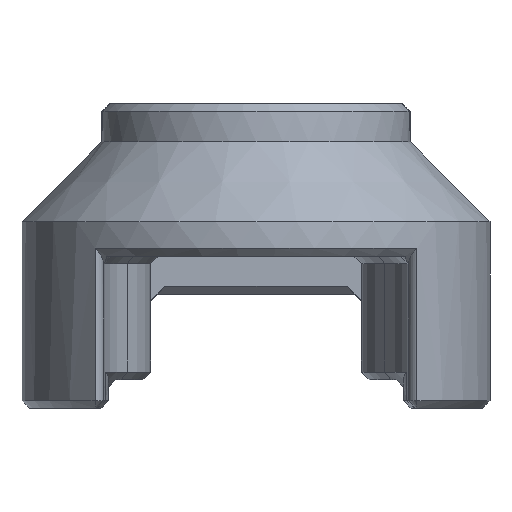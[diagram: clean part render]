
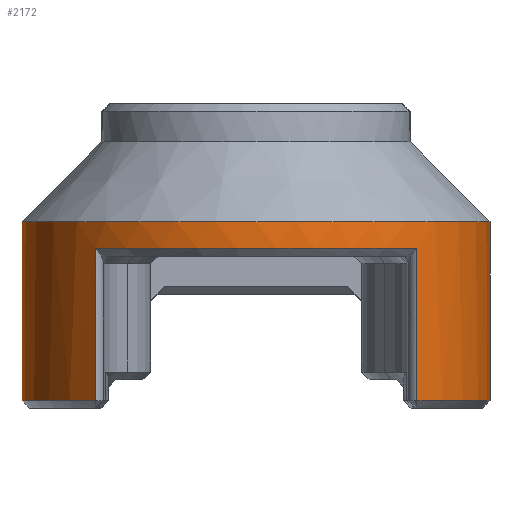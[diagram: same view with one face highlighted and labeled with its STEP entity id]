
A CAD part, front view. The second image highlights one B-rep face of the part: STEP entity #2172.
In plain terms, the highlighted cylindrical face has radius 6.15 mm (diameter 12.3 mm), a partial arc.
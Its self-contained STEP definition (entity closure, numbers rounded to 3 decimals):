
#30=CYLINDRICAL_SURFACE('',#2403,6.15);
#167=LINE('',#3762,#328);
#168=LINE('',#3764,#329);
#169=LINE('',#3768,#330);
#170=LINE('',#3772,#331);
#328=VECTOR('',#2896,10.);
#329=VECTOR('',#2897,10.);
#330=VECTOR('',#2900,10.);
#331=VECTOR('',#2903,10.);
#523=FACE_OUTER_BOUND('',#658,.T.);
#658=EDGE_LOOP('',(#1730,#1731,#1732,#1733,#1734,#1735,#1736,#1737));
#802=CIRCLE('',#2402,6.15);
#803=CIRCLE('',#2404,6.15);
#804=CIRCLE('',#2405,6.15);
#805=CIRCLE('',#2406,6.15);
#1001=VERTEX_POINT('',#3727);
#1002=VERTEX_POINT('',#3736);
#1004=VERTEX_POINT('',#3761);
#1005=VERTEX_POINT('',#3763);
#1006=VERTEX_POINT('',#3765);
#1007=VERTEX_POINT('',#3767);
#1008=VERTEX_POINT('',#3769);
#1009=VERTEX_POINT('',#3771);
#1261=EDGE_CURVE('',#1001,#1002,#802,.T.);
#1265=EDGE_CURVE('',#1002,#1004,#167,.T.);
#1266=EDGE_CURVE('',#1005,#1001,#168,.T.);
#1267=EDGE_CURVE('',#1006,#1005,#803,.T.);
#1268=EDGE_CURVE('',#1007,#1006,#169,.T.);
#1269=EDGE_CURVE('',#1008,#1007,#804,.T.);
#1270=EDGE_CURVE('',#1008,#1009,#170,.T.);
#1271=EDGE_CURVE('',#1004,#1009,#805,.T.);
#1730=ORIENTED_EDGE('',*,*,#1265,.F.);
#1731=ORIENTED_EDGE('',*,*,#1261,.F.);
#1732=ORIENTED_EDGE('',*,*,#1266,.F.);
#1733=ORIENTED_EDGE('',*,*,#1267,.F.);
#1734=ORIENTED_EDGE('',*,*,#1268,.F.);
#1735=ORIENTED_EDGE('',*,*,#1269,.F.);
#1736=ORIENTED_EDGE('',*,*,#1270,.T.);
#1737=ORIENTED_EDGE('',*,*,#1271,.F.);
#2172=ADVANCED_FACE('',(#523),#30,.T.);
#2402=AXIS2_PLACEMENT_3D('',#3737,#2892,#2893);
#2403=AXIS2_PLACEMENT_3D('',#3760,#2894,#2895);
#2404=AXIS2_PLACEMENT_3D('',#3766,#2898,#2899);
#2405=AXIS2_PLACEMENT_3D('',#3770,#2901,#2902);
#2406=AXIS2_PLACEMENT_3D('',#3773,#2904,#2905);
#2892=DIRECTION('center_axis',(0.,0.,-1.));
#2893=DIRECTION('ref_axis',(-1.,0.,0.));
#2894=DIRECTION('center_axis',(0.,0.,-1.));
#2895=DIRECTION('ref_axis',(-1.,0.,0.));
#2896=DIRECTION('',(0.,0.,-1.));
#2897=DIRECTION('',(0.,0.,1.));
#2898=DIRECTION('center_axis',(0.,0.,-1.));
#2899=DIRECTION('ref_axis',(1.,0.,0.));
#2900=DIRECTION('',(0.,0.,-1.));
#2901=DIRECTION('center_axis',(0.,0.,1.));
#2902=DIRECTION('ref_axis',(-1.,0.,0.));
#2903=DIRECTION('',(0.,0.,-1.));
#2904=DIRECTION('center_axis',(0.,0.,-1.));
#2905=DIRECTION('ref_axis',(-1.,0.,0.));
#3727=CARTESIAN_POINT('',(4.23,44.336,8.2));
#3736=CARTESIAN_POINT('',(-4.23,44.336,8.2));
#3737=CARTESIAN_POINT('Origin',(0.,48.8,
8.2));
#3760=CARTESIAN_POINT('Origin',(0.,48.8,
12.));
#3761=CARTESIAN_POINT('',(-4.23,44.336,4.2));
#3762=CARTESIAN_POINT('',(-4.23,44.336,12.));
#3763=CARTESIAN_POINT('',(4.23,44.336,4.2));
#3764=CARTESIAN_POINT('',(4.23,44.336,12.));
#3765=CARTESIAN_POINT('',(6.15,48.8,4.2));
#3766=CARTESIAN_POINT('Origin',(0.,48.8,
4.2));
#3767=CARTESIAN_POINT('',(6.15,48.8,8.9));
#3768=CARTESIAN_POINT('',(6.15,48.8,12.));
#3769=CARTESIAN_POINT('',(-6.15,48.8,8.9));
#3770=CARTESIAN_POINT('Origin',(0.,48.8,
8.9));
#3771=CARTESIAN_POINT('',(-6.15,48.8,4.2));
#3772=CARTESIAN_POINT('',(-6.15,48.8,12.));
#3773=CARTESIAN_POINT('Origin',(0.,48.8,
4.2));
